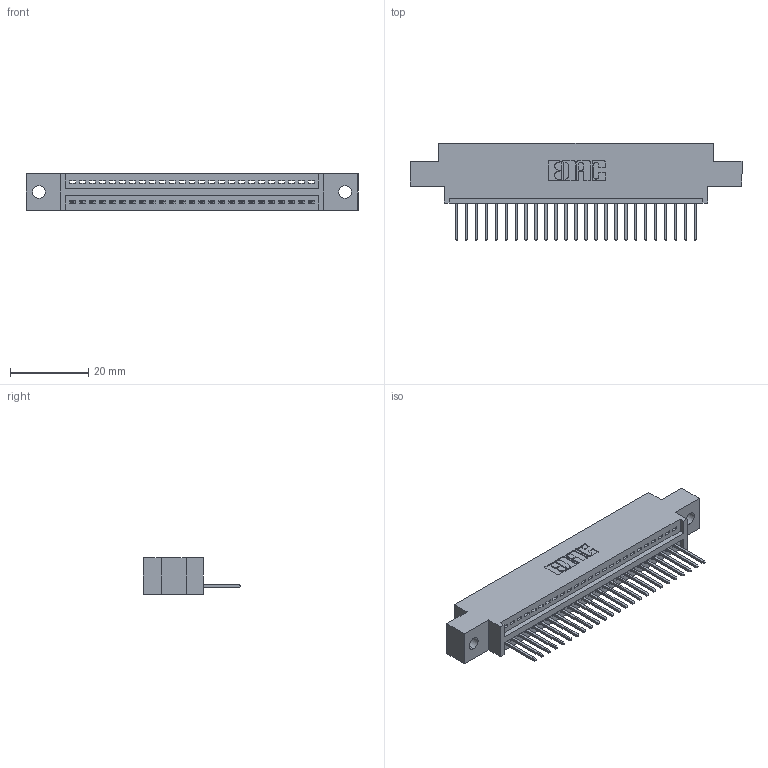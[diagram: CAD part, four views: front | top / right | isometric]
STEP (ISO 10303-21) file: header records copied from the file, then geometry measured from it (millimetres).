
FILE_DESCRIPTION (( 'STEP AP203' ), '1' );
FILE_NAME ('345-025-523-602.STEP', '2018-08-21T11:13:39', ( '' ), ( '' ), 'SwSTEP 2.0', 'SolidWorks 2016', '' );
FILE_SCHEMA (( 'CONFIG_CONTROL_DESIGN' ));
Length unit declared in the file: inch
Products named in the file (3): 345 Part_0.170 Offset - 0.128 Dia; 345-292-001_345-293-123; 345-025-523-602
Assembly tree (26 placements, depth 2):
  345-025-523-602
    345 Part_0.170 Offset - 0.128 Dia
    345-292-001_345-293-123  x25
Bounding box: 84.71 x 24.82 x 9.4 mm (x, y, z)
Volume: 7746.7 mm3; surface area: 9946 mm2
Topology: 26 solids, 26 shells, 1580 faces, 4753 edges, 3134 vertices
Faces by surface type: plane 1084, cylinder 496
Entity records: 21257 total; most frequent: CARTESIAN_POINT 3691, ORIENTED_EDGE 3650, DIRECTION 3247, EDGE_CURVE 1825, LINE 1593, VECTOR 1593, VERTEX_POINT 1214, AXIS2_PLACEMENT_3D 827
